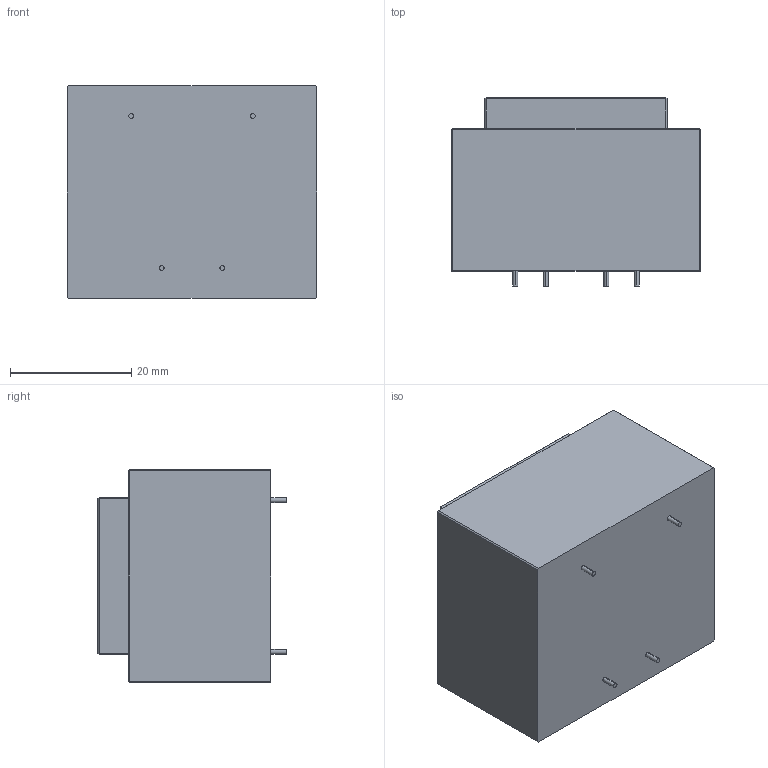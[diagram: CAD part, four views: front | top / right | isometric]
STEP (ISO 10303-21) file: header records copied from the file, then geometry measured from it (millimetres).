
FILE_DESCRIPTION (( 'STEP AP214' ), '1' );
FILE_NAME ('Trasformatore.STEP', '2018-12-17T21:49:01', ( '' ), ( '' ), 'SwSTEP 2.0', 'SolidWorks 2014', '' );
FILE_SCHEMA (( 'AUTOMOTIVE_DESIGN' ));
Length unit declared in the file: millimetre
Products named in the file (1): Trasformatore
Bounding box: 41 x 31 x 35 mm (x, y, z)
Volume: 37620.1 mm3; surface area: 6983.3 mm2
Topology: 1 solids, 1 shells, 45 faces, 92 edges, 54 vertices
Faces by surface type: plane 37, cylinder 8
Entity records: 1675 total; most frequent: DIRECTION 200, CARTESIAN_POINT 192, ORIENTED_EDGE 184, EDGE_CURVE 92, VECTOR 76, LINE 76, AXIS2_PLACEMENT_3D 62, VERTEX_POINT 54
